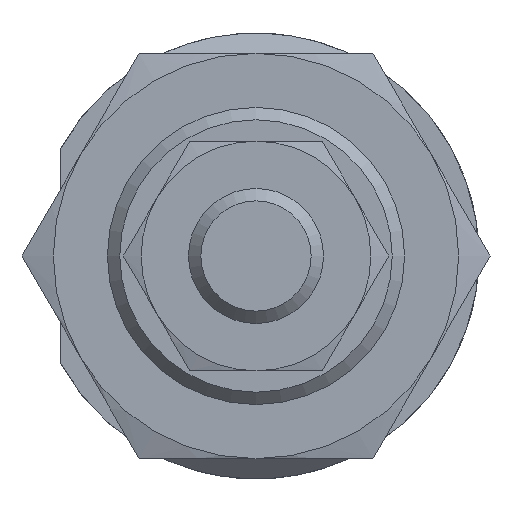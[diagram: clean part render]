
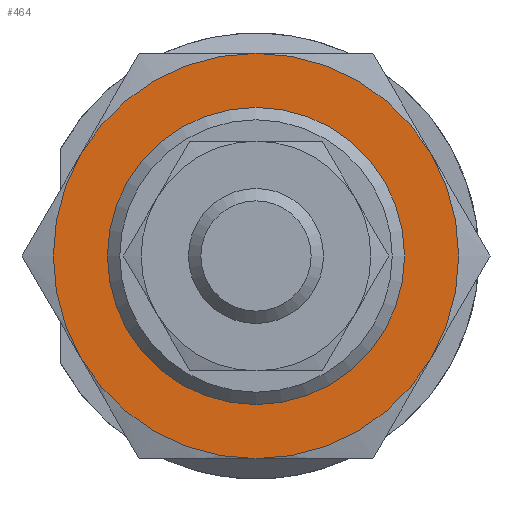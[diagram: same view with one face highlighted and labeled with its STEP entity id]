
A CAD part, left-side view. The second image highlights one B-rep face of the part: STEP entity #464.
In plain terms, the highlighted planar face has unit normal (-1, 0, 0).
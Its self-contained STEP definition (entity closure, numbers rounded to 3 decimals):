
#464 = ADVANCED_FACE( '', ( #888, #889 ), #890, .F. );
#888 = FACE_OUTER_BOUND( '', #1278, .T. );
#889 = FACE_BOUND( '', #1279, .T. );
#890 = PLANE( '', #1280 );
#1278 = EDGE_LOOP( '', ( #2116, #2117, #2118, #2119, #2120, #2121 ) );
#1279 = EDGE_LOOP( '', ( #2122 ) );
#1280 = AXIS2_PLACEMENT_3D( '', #2123, #2124, #2125 );
#2116 = ORIENTED_EDGE( '', *, *, #2380, .F. );
#2117 = ORIENTED_EDGE( '', *, *, #2475, .F. );
#2118 = ORIENTED_EDGE( '', *, *, #2507, .F. );
#2119 = ORIENTED_EDGE( '', *, *, #2233, .F. );
#2120 = ORIENTED_EDGE( '', *, *, #2406, .F. );
#2121 = ORIENTED_EDGE( '', *, *, #2316, .F. );
#2122 = ORIENTED_EDGE( '', *, *, #2445, .T. );
#2123 = CARTESIAN_POINT( '', ( 0., 0., 0. ) );
#2124 = DIRECTION( '', ( 1., 0., 0. ) );
#2125 = DIRECTION( '', ( 0., 0., -1. ) );
#2233 = EDGE_CURVE( '', #2599, #2600, #2601, .T. );
#2316 = EDGE_CURVE( '', #2727, #2623, #2736, .T. );
#2380 = EDGE_CURVE( '', #2829, #2727, #2831, .T. );
#2406 = EDGE_CURVE( '', #2623, #2599, #2862, .T. );
#2445 = EDGE_CURVE( '', #2914, #2914, #2915, .T. );
#2475 = EDGE_CURVE( '', #2693, #2829, #2948, .T. );
#2507 = EDGE_CURVE( '', #2600, #2693, #2985, .T. );
#2599 = VERTEX_POINT( '', #3100 );
#2600 = VERTEX_POINT( '', #3101 );
#2601 = CIRCLE( '', #3102, 15. );
#2623 = VERTEX_POINT( '', #3146 );
#2693 = VERTEX_POINT( '', #3268 );
#2727 = VERTEX_POINT( '', #3325 );
#2736 = CIRCLE( '', #3345, 15. );
#2829 = VERTEX_POINT( '', #3487 );
#2831 = CIRCLE( '', #3494, 15. );
#2862 = CIRCLE( '', #3559, 15. );
#2914 = VERTEX_POINT( '', #3647 );
#2915 = CIRCLE( '', #3648, 11. );
#2948 = CIRCLE( '', #3712, 15. );
#2985 = CIRCLE( '', #3763, 15. );
#3100 = CARTESIAN_POINT( '', ( 0., -12.99, 7.5 ) );
#3101 = CARTESIAN_POINT( '', ( 0., -12.99, -7.5 ) );
#3102 = AXIS2_PLACEMENT_3D( '', #3849, #3850, #3851 );
#3146 = CARTESIAN_POINT( '', ( 0., 0., 15. ) );
#3268 = CARTESIAN_POINT( '', ( 0., 0., -15. ) );
#3325 = CARTESIAN_POINT( '', ( 0., 12.99, 7.5 ) );
#3345 = AXIS2_PLACEMENT_3D( '', #3947, #3948, #3949 );
#3487 = CARTESIAN_POINT( '', ( 0., 12.99, -7.5 ) );
#3494 = AXIS2_PLACEMENT_3D( '', #4021, #4022, #4023 );
#3559 = AXIS2_PLACEMENT_3D( '', #4034, #4035, #4036 );
#3647 = CARTESIAN_POINT( '', ( 0., 0., -11. ) );
#3648 = AXIS2_PLACEMENT_3D( '', #4073, #4074, #4075 );
#3712 = AXIS2_PLACEMENT_3D( '', #4089, #4090, #4091 );
#3763 = AXIS2_PLACEMENT_3D( '', #4109, #4110, #4111 );
#3849 = CARTESIAN_POINT( '', ( 0., 0., 0. ) );
#3850 = DIRECTION( '', ( 1., 0., 0. ) );
#3851 = DIRECTION( '', ( 0., 0., -1. ) );
#3947 = CARTESIAN_POINT( '', ( 0., 0., 0. ) );
#3948 = DIRECTION( '', ( 1., 0., 0. ) );
#3949 = DIRECTION( '', ( 0., 0., -1. ) );
#4021 = CARTESIAN_POINT( '', ( 0., 0., 0. ) );
#4022 = DIRECTION( '', ( 1., 0., 0. ) );
#4023 = DIRECTION( '', ( 0., 0., -1. ) );
#4034 = CARTESIAN_POINT( '', ( 0., 0., 0. ) );
#4035 = DIRECTION( '', ( 1., 0., 0. ) );
#4036 = DIRECTION( '', ( 0., 0., -1. ) );
#4073 = CARTESIAN_POINT( '', ( 0., 0., 0. ) );
#4074 = DIRECTION( '', ( 1., 0., 0. ) );
#4075 = DIRECTION( '', ( 0., 0., -1. ) );
#4089 = CARTESIAN_POINT( '', ( 0., 0., 0. ) );
#4090 = DIRECTION( '', ( 1., 0., 0. ) );
#4091 = DIRECTION( '', ( 0., 0., -1. ) );
#4109 = CARTESIAN_POINT( '', ( 0., 0., 0. ) );
#4110 = DIRECTION( '', ( 1., 0., 0. ) );
#4111 = DIRECTION( '', ( 0., 0., -1. ) );
